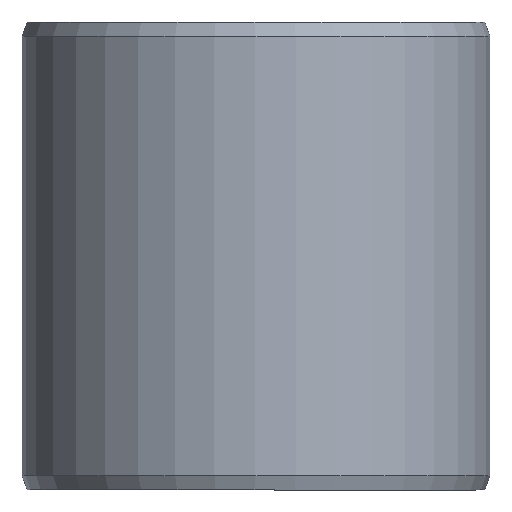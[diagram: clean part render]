
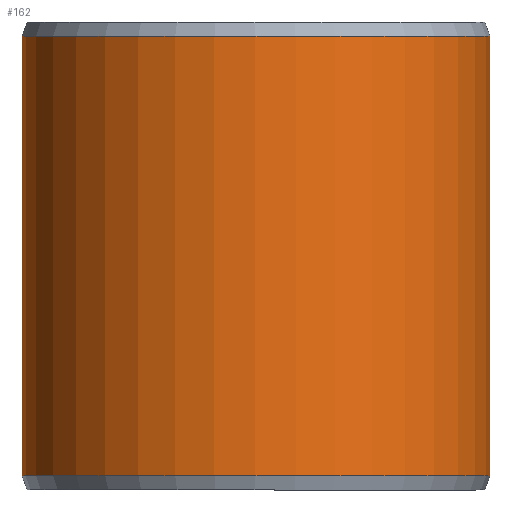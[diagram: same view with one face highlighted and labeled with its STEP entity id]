
A CAD part, front view. The second image highlights one B-rep face of the part: STEP entity #162.
In plain terms, the highlighted cylindrical face has radius 20 mm (diameter 40 mm), a partial arc.
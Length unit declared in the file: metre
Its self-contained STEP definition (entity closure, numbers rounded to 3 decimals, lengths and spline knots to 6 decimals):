
#162=ADVANCED_FACE('',(#185,#186),#187,.T.);
#185=FACE_OUTER_BOUND('',#211,.T.);
#186=FACE_BOUND('',#212,.T.);
#187=CYLINDRICAL_SURFACE('',#213,0.02);
#211=EDGE_LOOP('',(#289,#290,#291,#292));
#212=EDGE_LOOP('',(#293));
#213=AXIS2_PLACEMENT_3D('',#294,#295,#296);
#289=ORIENTED_EDGE('',*,*,#314,.T.);
#290=ORIENTED_EDGE('',*,*,#323,.F.);
#291=ORIENTED_EDGE('',*,*,#309,.F.);
#292=ORIENTED_EDGE('',*,*,#324,.T.);
#293=ORIENTED_EDGE('',*,*,#327,.T.);
#294=CARTESIAN_POINT('',(0.,0.,0.0));
#295=DIRECTION('',(0.,0.0,-1.0));
#296=DIRECTION('',(-1.0,0.0,0.));
#309=EDGE_CURVE('',#341,#342,#343,.T.);
#314=EDGE_CURVE('',#351,#349,#352,.T.);
#323=EDGE_CURVE('',#342,#349,#365,.T.);
#324=EDGE_CURVE('',#341,#351,#366,.T.);
#327=EDGE_CURVE('',#370,#370,#371,.T.);
#341=VERTEX_POINT('',#389);
#342=VERTEX_POINT('',#390);
#343=CIRCLE('',#391,0.02);
#349=VERTEX_POINT('',#399);
#351=VERTEX_POINT('',#402);
#352=CIRCLE('',#403,0.02);
#365=LINE('',#422,#423);
#366=LINE('',#424,#425);
#370=VERTEX_POINT('',#493);
#371=B_SPLINE_CURVE_WITH_KNOTS('',3,(#494,#495,#496,#497,#498,#499,#500,#501,#502,#503,#504,#505,#506,#507,#508,#509,#510,#511,#512,#513,#514,#515,#516,#517,#518,#519,#520,#521,#522,#523,#524,#525,#526,#527,#528,#529,#530,#531,#532,#533,#534,#535,#536,#537,#538,#539,#540,#541,#542,#543,#544,#545,#546,#547,#548,#549,#550,#551,#552,#553,#554,#555,#556,#557,#558,#559),.UNSPECIFIED.,.T.,.F.,(2,2,2,2,2,2,2,2,2,2,2,2,2,2,2,2,2,2,2,2,2,2,2,2,2,2,2,2,2,2,2,2,2,2,2),(-0.000587,0.0,0.000587,0.001174,0.001761,0.002348,0.002935,0.003522,0.004109,0.004696,0.005283,0.00587,0.006457,0.007044,0.007631,0.008218,0.008804,0.009391,0.009978,0.010565,0.011152,0.011739,0.012326,0.012913,0.0135,0.014087,0.014674,0.015261,0.015848,0.016435,0.017022,0.017609,0.018196,0.018783,0.01937),.UNSPECIFIED.);
#389=CARTESIAN_POINT('',(0.000349,0.019997,0.0012));
#390=CARTESIAN_POINT('',(0.,0.02,0.0012));
#391=AXIS2_PLACEMENT_3D('',#573,#574,#575);
#399=CARTESIAN_POINT('',(0.,0.02,0.0388));
#402=CARTESIAN_POINT('',(0.000349,0.019997,0.0388));
#403=AXIS2_PLACEMENT_3D('',#582,#583,#584);
#422=CARTESIAN_POINT('',(0.,0.02,0.0012));
#423=VECTOR('',#597,1.0);
#424=CARTESIAN_POINT('',(0.000349,0.019997,0.0012));
#425=VECTOR('',#598,1.0);
#493=CARTESIAN_POINT('',(0.015404,-0.012756,0.02));
#494=CARTESIAN_POINT('',(0.015404,-0.012756,0.019802));
#495=CARTESIAN_POINT('',(0.015404,-0.012756,0.020198));
#496=CARTESIAN_POINT('',(0.015417,-0.012741,0.020394));
#497=CARTESIAN_POINT('',(0.015466,-0.012681,0.020777));
#498=CARTESIAN_POINT('',(0.015503,-0.012636,0.020968));
#499=CARTESIAN_POINT('',(0.015599,-0.012517,0.021331));
#500=CARTESIAN_POINT('',(0.015657,-0.012445,0.021503));
#501=CARTESIAN_POINT('',(0.015792,-0.012272,0.021829));
#502=CARTESIAN_POINT('',(0.01587,-0.012172,0.021983));
#503=CARTESIAN_POINT('',(0.016038,-0.01195,0.02226));
#504=CARTESIAN_POINT('',(0.016128,-0.011828,0.022384));
#505=CARTESIAN_POINT('',(0.016321,-0.011561,0.022603));
#506=CARTESIAN_POINT('',(0.016421,-0.011418,0.022696));
#507=CARTESIAN_POINT('',(0.016625,-0.01112,0.022846));
#508=CARTESIAN_POINT('',(0.016729,-0.010962,0.022904));
#509=CARTESIAN_POINT('',(0.016939,-0.010636,0.022981));
#510=CARTESIAN_POINT('',(0.017042,-0.01047,0.023));
#511=CARTESIAN_POINT('',(0.017243,-0.010134,0.023));
#512=CARTESIAN_POINT('',(0.017343,-0.009962,0.022981));
#513=CARTESIAN_POINT('',(0.017532,-0.009626,0.022904));
#514=CARTESIAN_POINT('',(0.017621,-0.009462,0.022847));
#515=CARTESIAN_POINT('',(0.017791,-0.009139,0.022697));
#516=CARTESIAN_POINT('',(0.01787,-0.008983,0.022603));
#517=CARTESIAN_POINT('',(0.018014,-0.00869,0.022386));
#518=CARTESIAN_POINT('',(0.01808,-0.008553,0.022262));
#519=CARTESIAN_POINT('',(0.018198,-0.008297,0.021982));
#520=CARTESIAN_POINT('',(0.018249,-0.008184,0.021831));
#521=CARTESIAN_POINT('',(0.018338,-0.007983,0.021507));
#522=CARTESIAN_POINT('',(0.018375,-0.007896,0.021331));
#523=CARTESIAN_POINT('',(0.018435,-0.007756,0.020968));
#524=CARTESIAN_POINT('',(0.018457,-0.007703,0.020781));
#525=CARTESIAN_POINT('',(0.018487,-0.007631,0.020396));
#526=CARTESIAN_POINT('',(0.018494,-0.007613,0.020197));
#527=CARTESIAN_POINT('',(0.018495,-0.007613,0.019805));
#528=CARTESIAN_POINT('',(0.018487,-0.00763,0.01961));
#529=CARTESIAN_POINT('',(0.018457,-0.007702,0.019223));
#530=CARTESIAN_POINT('',(0.018435,-0.007756,0.019033));
#531=CARTESIAN_POINT('',(0.018376,-0.007895,0.018672));
#532=CARTESIAN_POINT('',(0.018339,-0.007981,0.018497));
#533=CARTESIAN_POINT('',(0.01825,-0.008183,0.01817));
#534=CARTESIAN_POINT('',(0.018199,-0.008296,0.018019));
#535=CARTESIAN_POINT('',(0.018082,-0.008549,0.017742));
#536=CARTESIAN_POINT('',(0.018015,-0.008688,0.017616));
#537=CARTESIAN_POINT('',(0.017871,-0.008981,0.017398));
#538=CARTESIAN_POINT('',(0.017793,-0.009135,0.017306));
#539=CARTESIAN_POINT('',(0.017624,-0.009457,0.017154));
#540=CARTESIAN_POINT('',(0.017533,-0.009625,0.017097));
#541=CARTESIAN_POINT('',(0.017345,-0.009959,0.01702));
#542=CARTESIAN_POINT('',(0.017247,-0.010129,0.017));
#543=CARTESIAN_POINT('',(0.017043,-0.010469,0.017));
#544=CARTESIAN_POINT('',(0.01694,-0.010634,0.017019));
#545=CARTESIAN_POINT('',(0.016732,-0.010958,0.017095));
#546=CARTESIAN_POINT('',(0.016627,-0.011117,0.017153));
#547=CARTESIAN_POINT('',(0.016422,-0.011417,0.017303));
#548=CARTESIAN_POINT('',(0.016322,-0.011559,0.017395));
#549=CARTESIAN_POINT('',(0.016131,-0.011824,0.017613));
#550=CARTESIAN_POINT('',(0.016039,-0.011949,0.017739));
#551=CARTESIAN_POINT('',(0.015871,-0.012171,0.018015));
#552=CARTESIAN_POINT('',(0.015795,-0.01227,0.018166));
#553=CARTESIAN_POINT('',(0.015658,-0.012444,0.018494));
#554=CARTESIAN_POINT('',(0.015599,-0.012517,0.018668));
#555=CARTESIAN_POINT('',(0.015504,-0.012635,0.019028));
#556=CARTESIAN_POINT('',(0.015467,-0.01268,0.019218));
#557=CARTESIAN_POINT('',(0.015417,-0.012741,0.019605));
#558=CARTESIAN_POINT('',(0.015404,-0.012756,0.019802));
#559=CARTESIAN_POINT('',(0.015404,-0.012756,0.020198));
#573=CARTESIAN_POINT('',(0.,0.,0.0012));
#574=DIRECTION('',(0.,0.0,-1.0));
#575=DIRECTION('',(-1.0,0.0,0.));
#582=CARTESIAN_POINT('',(0.,0.,0.0388));
#583=DIRECTION('',(0.,0.0,-1.0));
#584=DIRECTION('',(-1.0,0.0,0.));
#597=DIRECTION('',(0.,0.,1.0));
#598=DIRECTION('',(0.,0.,1.0));
